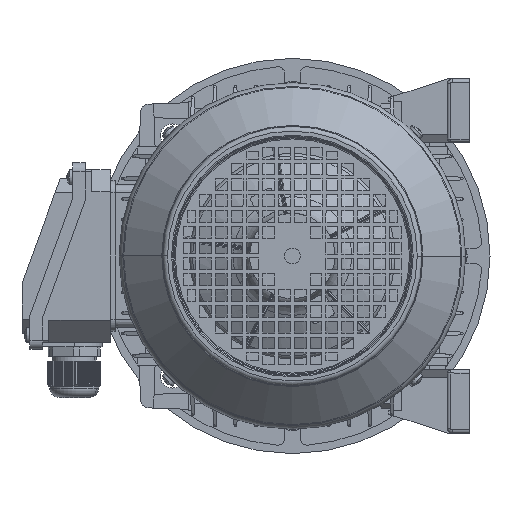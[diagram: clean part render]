
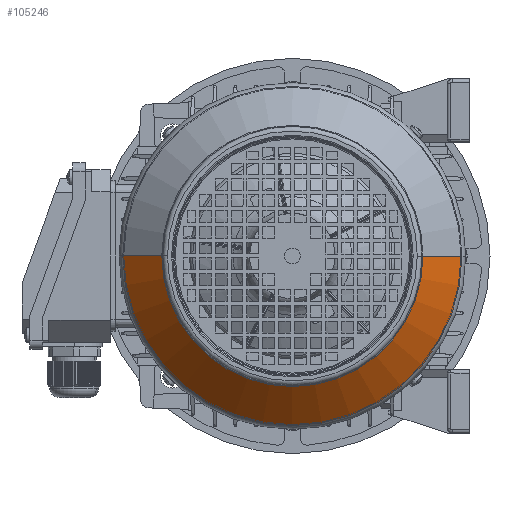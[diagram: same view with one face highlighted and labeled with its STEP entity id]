
A CAD part, left-side view. The second image highlights one B-rep face of the part: STEP entity #105246.
In plain terms, the highlighted conical face has half-angle 45 degrees and reference radius 82.586 mm.
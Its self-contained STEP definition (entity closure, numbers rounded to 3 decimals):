
#105236 = VERTEX_POINT ( 'NONE', #117722 ) ;
#105241 = EDGE_LOOP ( 'NONE', ( #105368, #105358, #105362, #105356 ) ) ;
#105246 = ADVANCED_FACE ( 'NONE', ( #117848 ), #117833, .T. ) ;
#105250 = VERTEX_POINT ( 'NONE', #117816 ) ;
#105256 = VERTEX_POINT ( 'NONE', #117814 ) ;
#105259 = EDGE_CURVE ( 'NONE', #105250, #105256, #117806, .T. ) ;
#105356 = ORIENTED_EDGE ( 'NONE', *, *, #105357, .F. ) ;
#105357 = EDGE_CURVE ( 'NONE', #105236, #105250, #117991, .T. ) ;
#105358 = ORIENTED_EDGE ( 'NONE', *, *, #105360, .T. ) ;
#105360 = EDGE_CURVE ( 'NONE', #105366, #105256, #118111, .T. ) ;
#105362 = ORIENTED_EDGE ( 'NONE', *, *, #105259, .F. ) ;
#105366 = VERTEX_POINT ( 'NONE', #118092 ) ;
#105368 = ORIENTED_EDGE ( 'NONE', *, *, #105370, .T. ) ;
#105370 = EDGE_CURVE ( 'NONE', #105236, #105366, #118086, .T. ) ;
#117722 = CARTESIAN_POINT ( 'NONE',  ( 99.414, 0., 82.586 ) ) ;
#117801 = DIRECTION ( 'NONE',  ( 0., 0., 1. ) ) ;
#117802 = DIRECTION ( 'NONE',  ( -1., 0., 0. ) ) ;
#117804 = CARTESIAN_POINT ( 'NONE',  ( 74.743, 0., 0. ) ) ;
#117805 = AXIS2_PLACEMENT_3D ( 'NONE', #117804, #117802, #117801 ) ;
#117806 = CIRCLE ( 'NONE', #117805, 107.257 ) ;
#117814 = CARTESIAN_POINT ( 'NONE',  ( 74.743, 0., -107.257 ) ) ;
#117816 = CARTESIAN_POINT ( 'NONE',  ( 74.743, 0., 107.257 ) ) ;
#117828 = DIRECTION ( 'NONE',  ( 0., 0., 1. ) ) ;
#117830 = DIRECTION ( 'NONE',  ( -1., 0., 0. ) ) ;
#117832 = AXIS2_PLACEMENT_3D ( 'NONE', #117839, #117830, #117828 ) ;
#117833 = CONICAL_SURFACE ( 'NONE', #117832, 82.586, 0.785 ) ;
#117839 = CARTESIAN_POINT ( 'NONE',  ( 99.414, 0., 0. ) ) ;
#117848 = FACE_OUTER_BOUND ( 'NONE', #105241, .T. ) ;
#117987 = DIRECTION ( 'NONE',  ( -0.707, 0., 0.707 ) ) ;
#117988 = VECTOR ( 'NONE', #117987, 1000. ) ;
#117990 = CARTESIAN_POINT ( 'NONE',  ( 99.414, 0., 82.586 ) ) ;
#117991 = LINE ( 'NONE', #117990, #117988 ) ;
#118080 = DIRECTION ( 'NONE',  ( 0., 0., 1. ) ) ;
#118082 = DIRECTION ( 'NONE',  ( -1., 0., 0. ) ) ;
#118083 = CARTESIAN_POINT ( 'NONE',  ( 99.414, 0., 0. ) ) ;
#118085 = AXIS2_PLACEMENT_3D ( 'NONE', #118083, #118082, #118080 ) ;
#118086 = CIRCLE ( 'NONE', #118085, 82.586 ) ;
#118092 = CARTESIAN_POINT ( 'NONE',  ( 99.414, 0., -82.586 ) ) ;
#118105 = DIRECTION ( 'NONE',  ( -0.707, 0., -0.707 ) ) ;
#118107 = VECTOR ( 'NONE', #118105, 1000. ) ;
#118109 = CARTESIAN_POINT ( 'NONE',  ( 99.414, 0., -82.586 ) ) ;
#118111 = LINE ( 'NONE', #118109, #118107 ) ;
